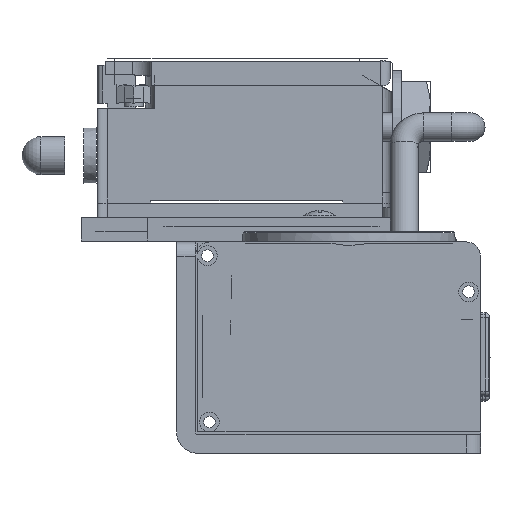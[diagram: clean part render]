
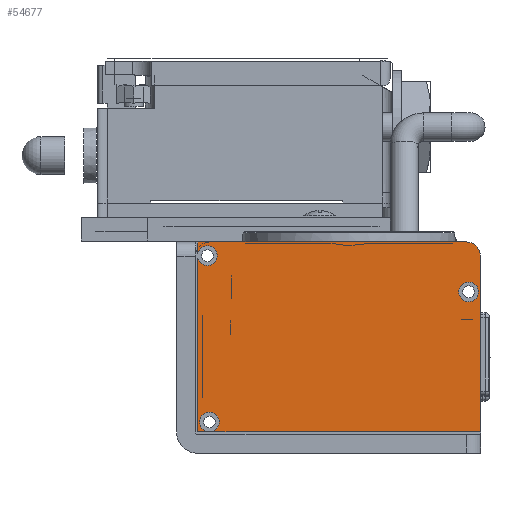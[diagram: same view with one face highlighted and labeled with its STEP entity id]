
A CAD part, front view. The second image highlights one B-rep face of the part: STEP entity #54677.
In plain terms, the highlighted planar face has unit normal (0, -1, 0).
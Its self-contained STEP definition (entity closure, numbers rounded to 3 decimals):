
#1146=FACE_BOUND('',#8501,.T.);
#1147=FACE_BOUND('',#8502,.T.);
#3120=PLANE('',#58454);
#5660=FACE_OUTER_BOUND('',#8500,.T.);
#8500=EDGE_LOOP('',(#51459,#51460,#51461,#51462,#51463,#51464,#51465));
#8501=EDGE_LOOP('',(#51466));
#8502=EDGE_LOOP('',(#51467));
#9728=CIRCLE('',#58455,2.075);
#9729=CIRCLE('',#58456,3.);
#9730=CIRCLE('',#58457,2.075);
#9731=CIRCLE('',#58458,2.075);
#16420=LINE('',#92893,#23154);
#16421=LINE('',#92895,#23155);
#16422=LINE('',#92897,#23156);
#16423=LINE('',#92901,#23157);
#16424=LINE('',#92902,#23158);
#23154=VECTOR('',#72430,36.547);
#23155=VECTOR('',#72431,59.5);
#23156=VECTOR('',#72432,37.);
#23157=VECTOR('',#72435,56.5);
#23158=VECTOR('',#72436,2.347);
#28797=VERTEX_POINT('',#92889);
#28798=VERTEX_POINT('',#92890);
#28799=VERTEX_POINT('',#92892);
#28800=VERTEX_POINT('',#92894);
#28801=VERTEX_POINT('',#92896);
#28802=VERTEX_POINT('',#92898);
#28803=VERTEX_POINT('',#92900);
#28804=VERTEX_POINT('',#92903);
#28805=VERTEX_POINT('',#92905);
#36896=EDGE_CURVE('',#28797,#28798,#9728,.T.);
#36897=EDGE_CURVE('',#28797,#28799,#16420,.T.);
#36898=EDGE_CURVE('',#28799,#28800,#16421,.T.);
#36899=EDGE_CURVE('',#28800,#28801,#16422,.T.);
#36900=EDGE_CURVE('',#28802,#28801,#9729,.T.);
#36901=EDGE_CURVE('',#28802,#28803,#16423,.T.);
#36902=EDGE_CURVE('',#28803,#28798,#16424,.T.);
#36903=EDGE_CURVE('',#28804,#28804,#9730,.T.);
#36904=EDGE_CURVE('',#28805,#28805,#9731,.T.);
#51459=ORIENTED_EDGE('',*,*,#36896,.F.);
#51460=ORIENTED_EDGE('',*,*,#36897,.T.);
#51461=ORIENTED_EDGE('',*,*,#36898,.T.);
#51462=ORIENTED_EDGE('',*,*,#36899,.T.);
#51463=ORIENTED_EDGE('',*,*,#36900,.F.);
#51464=ORIENTED_EDGE('',*,*,#36901,.T.);
#51465=ORIENTED_EDGE('',*,*,#36902,.T.);
#51466=ORIENTED_EDGE('',*,*,#36903,.F.);
#51467=ORIENTED_EDGE('',*,*,#36904,.F.);
#54677=ADVANCED_FACE('',(#5660,#1146,#1147),#3120,.F.);
#58454=AXIS2_PLACEMENT_3D('',#92888,#72426,#72427);
#58455=AXIS2_PLACEMENT_3D('',#92891,#72428,#72429);
#58456=AXIS2_PLACEMENT_3D('',#92899,#72433,#72434);
#58457=AXIS2_PLACEMENT_3D('',#92904,#72437,#72438);
#58458=AXIS2_PLACEMENT_3D('',#92906,#72439,#72440);
#72426=DIRECTION('center_axis',(0.,1.,0.));
#72427=DIRECTION('ref_axis',(-1.,0.,0.));
#72428=DIRECTION('center_axis',(0.,-1.,0.));
#72429=DIRECTION('ref_axis',(-1.,0.,0.));
#72430=DIRECTION('',(0.,0.,-1.));
#72431=DIRECTION('',(1.,0.,0.));
#72432=DIRECTION('',(0.,0.,1.));
#72433=DIRECTION('center_axis',(0.,1.,0.));
#72434=DIRECTION('ref_axis',(0.707,0.,0.707));
#72435=DIRECTION('',(-1.,0.,0.));
#72436=DIRECTION('',(0.,0.,-1.));
#72437=DIRECTION('center_axis',(0.,-1.,0.));
#72438=DIRECTION('ref_axis',(-1.,0.,0.));
#72439=DIRECTION('center_axis',(0.,-1.,0.));
#72440=DIRECTION('ref_axis',(-1.,0.,0.));
#92888=CARTESIAN_POINT('Origin',(0.25,-51.5,20.7));
#92889=CARTESIAN_POINT('',(-29.5,-51.5,38.247));
#92890=CARTESIAN_POINT('',(-29.5,-51.5,39.353));
#92891=CARTESIAN_POINT('Origin',(-27.5,-51.5,38.8));
#92892=CARTESIAN_POINT('',(-29.5,-51.5,1.7));
#92893=CARTESIAN_POINT('',(-29.5,-51.5,41.7));
#92894=CARTESIAN_POINT('',(30.,-51.5,1.7));
#92895=CARTESIAN_POINT('',(-14.625,-51.5,1.7));
#92896=CARTESIAN_POINT('',(30.,-51.5,38.7));
#92897=CARTESIAN_POINT('',(30.,-51.5,-0.3));
#92898=CARTESIAN_POINT('',(27.,-51.5,41.7));
#92899=CARTESIAN_POINT('Origin',(27.,-51.5,38.7));
#92900=CARTESIAN_POINT('',(-29.5,-51.5,41.7));
#92901=CARTESIAN_POINT('',(30.,-51.5,41.7));
#92902=CARTESIAN_POINT('',(-29.5,-51.5,41.7));
#92903=CARTESIAN_POINT('',(-25.015,-51.5,3.8));
#92904=CARTESIAN_POINT('Origin',(-27.09,-51.5,3.8));
#92905=CARTESIAN_POINT('',(29.575,-51.5,31.2));
#92906=CARTESIAN_POINT('Origin',(27.5,-51.5,31.2));
